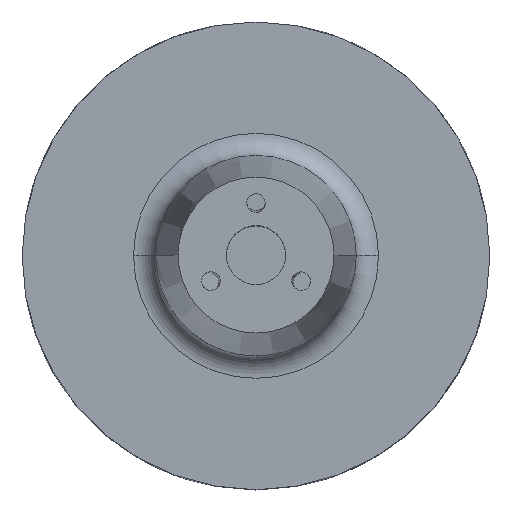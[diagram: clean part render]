
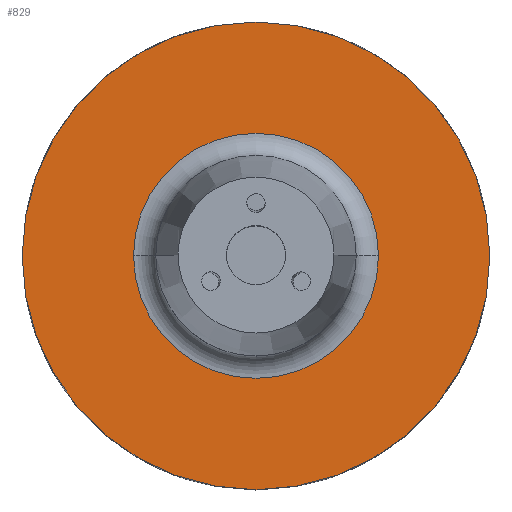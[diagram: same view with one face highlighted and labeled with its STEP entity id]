
A CAD part, top view. The second image highlights one B-rep face of the part: STEP entity #829.
In plain terms, the highlighted planar face has unit normal (0, 0, 1).
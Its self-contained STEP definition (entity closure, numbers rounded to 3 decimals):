
#150 = CIRCLE ( 'NONE', #1668, 31.5 ) ;
#216 = ORIENTED_EDGE ( 'NONE', *, *, #1795, .T. ) ;
#477 = PLANE ( 'NONE',  #2764 ) ;
#775 = VERTEX_POINT ( 'NONE', #1778 ) ;
#783 = CIRCLE ( 'NONE', #2013, 16.5 ) ;
#829 = ADVANCED_FACE ( 'NONE', ( #5143, #3288 ), #477, .F. ) ;
#985 = EDGE_LOOP ( 'NONE', ( #1897, #4132 ) ) ;
#1397 = VERTEX_POINT ( 'NONE', #4535 ) ;
#1410 = AXIS2_PLACEMENT_3D ( 'NONE', #3887, #1804, #3069 ) ;
#1601 = AXIS2_PLACEMENT_3D ( 'NONE', #3206, #4024, #2914 ) ;
#1647 = CARTESIAN_POINT ( 'NONE',  ( 0., 0., 22. ) ) ;
#1668 = AXIS2_PLACEMENT_3D ( 'NONE', #2610, #3028, #2214 ) ;
#1778 = CARTESIAN_POINT ( 'NONE',  ( 31.5, 0., 22. ) ) ;
#1795 = EDGE_CURVE ( 'NONE', #2263, #2007, #3314, .T. ) ;
#1804 = DIRECTION ( 'NONE',  ( 0., 0., 1. ) ) ;
#1897 = ORIENTED_EDGE ( 'NONE', *, *, #3782, .T. ) ;
#1926 = EDGE_LOOP ( 'NONE', ( #216, #2933 ) ) ;
#2007 = VERTEX_POINT ( 'NONE', #2998 ) ;
#2013 = AXIS2_PLACEMENT_3D ( 'NONE', #3324, #2890, #2125 ) ;
#2051 = DIRECTION ( 'NONE',  ( 0., 0., -1. ) ) ;
#2081 = CIRCLE ( 'NONE', #1410, 31.5 ) ;
#2125 = DIRECTION ( 'NONE',  ( -1., 0., 0. ) ) ;
#2214 = DIRECTION ( 'NONE',  ( 1., 0., 0. ) ) ;
#2263 = VERTEX_POINT ( 'NONE', #2267 ) ;
#2267 = CARTESIAN_POINT ( 'NONE',  ( -16.5, 0., 22. ) ) ;
#2439 = DIRECTION ( 'NONE',  ( -1., 0., 0. ) ) ;
#2610 = CARTESIAN_POINT ( 'NONE',  ( 0., 0., 22. ) ) ;
#2764 = AXIS2_PLACEMENT_3D ( 'NONE', #1647, #2051, #2439 ) ;
#2890 = DIRECTION ( 'NONE',  ( 0., 0., -1. ) ) ;
#2914 = DIRECTION ( 'NONE',  ( -1., 0., 0. ) ) ;
#2933 = ORIENTED_EDGE ( 'NONE', *, *, #3640, .T. ) ;
#2940 = EDGE_CURVE ( 'NONE', #1397, #775, #150, .T. ) ;
#2998 = CARTESIAN_POINT ( 'NONE',  ( 16.5, 0., 22. ) ) ;
#3028 = DIRECTION ( 'NONE',  ( 0., 0., 1. ) ) ;
#3069 = DIRECTION ( 'NONE',  ( 1., 0., 0. ) ) ;
#3206 = CARTESIAN_POINT ( 'NONE',  ( 0., 0., 22. ) ) ;
#3288 = FACE_OUTER_BOUND ( 'NONE', #985, .T. ) ;
#3314 = CIRCLE ( 'NONE', #1601, 16.5 ) ;
#3324 = CARTESIAN_POINT ( 'NONE',  ( 0., 0., 22. ) ) ;
#3640 = EDGE_CURVE ( 'NONE', #2007, #2263, #783, .T. ) ;
#3782 = EDGE_CURVE ( 'NONE', #775, #1397, #2081, .T. ) ;
#3887 = CARTESIAN_POINT ( 'NONE',  ( 0., 0., 22. ) ) ;
#4024 = DIRECTION ( 'NONE',  ( 0., 0., -1. ) ) ;
#4132 = ORIENTED_EDGE ( 'NONE', *, *, #2940, .T. ) ;
#4535 = CARTESIAN_POINT ( 'NONE',  ( -31.5, 0., 22. ) ) ;
#5143 = FACE_BOUND ( 'NONE', #1926, .T. ) ;
